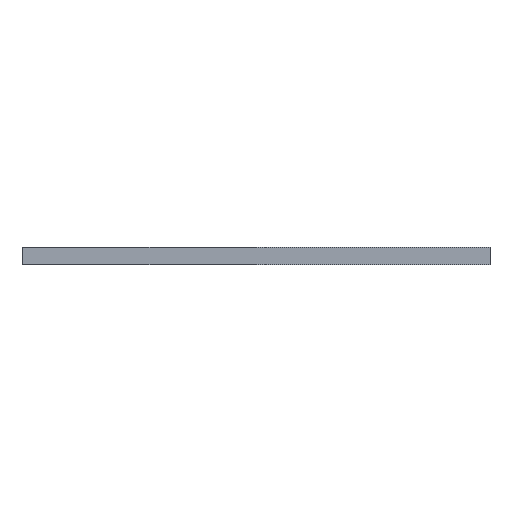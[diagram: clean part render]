
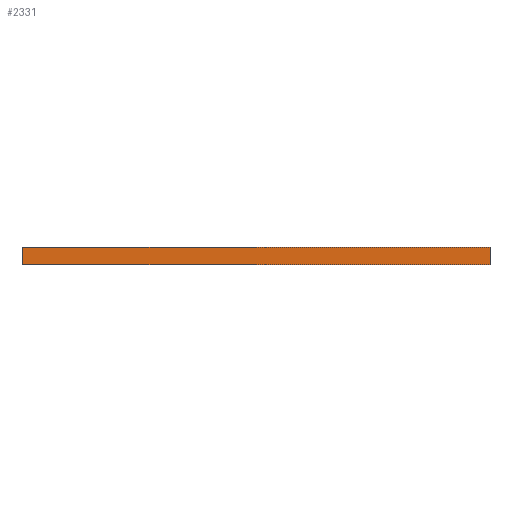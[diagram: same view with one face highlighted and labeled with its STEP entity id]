
A CAD part, left-side view. The second image highlights one B-rep face of the part: STEP entity #2331.
In plain terms, the highlighted planar face has unit normal (-1, 0, 0).
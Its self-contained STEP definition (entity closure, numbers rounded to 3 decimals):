
#41 = VECTOR ( 'NONE', #2258, 1000. ) ;
#49 = ORIENTED_EDGE ( 'NONE', *, *, #1701, .F. ) ;
#159 = DIRECTION ( 'NONE',  ( 0., 0., -1. ) ) ;
#189 = PLANE ( 'NONE',  #2037 ) ;
#283 = VERTEX_POINT ( 'NONE', #538 ) ;
#325 = EDGE_CURVE ( 'NONE', #1580, #1851, #771, .T. ) ;
#348 = CARTESIAN_POINT ( 'NONE',  ( -22.4, -22.875, -0.85 ) ) ;
#492 = LINE ( 'NONE', #2242, #1950 ) ;
#524 = EDGE_CURVE ( 'NONE', #1851, #2045, #492, .T. ) ;
#538 = CARTESIAN_POINT ( 'NONE',  ( -22.4, -22.875, -0.85 ) ) ;
#588 = VECTOR ( 'NONE', #940, 1000. ) ;
#595 = EDGE_LOOP ( 'NONE', ( #49, #1028, #1145, #726 ) ) ;
#692 = CARTESIAN_POINT ( 'NONE',  ( -22.4, -22.875, 0.85 ) ) ;
#722 = CARTESIAN_POINT ( 'NONE',  ( -22.4, 22.875, 0.85 ) ) ;
#726 = ORIENTED_EDGE ( 'NONE', *, *, #524, .T. ) ;
#761 = FACE_OUTER_BOUND ( 'NONE', #595, .T. ) ;
#768 = DIRECTION ( 'NONE',  ( -1., 0., 0. ) ) ;
#771 = LINE ( 'NONE', #2126, #41 ) ;
#907 = EDGE_CURVE ( 'NONE', #1580, #283, #1188, .T. ) ;
#940 = DIRECTION ( 'NONE',  ( 0., 1., 0. ) ) ;
#1028 = ORIENTED_EDGE ( 'NONE', *, *, #907, .F. ) ;
#1038 = DIRECTION ( 'NONE',  ( 0., 0., -1. ) ) ;
#1145 = ORIENTED_EDGE ( 'NONE', *, *, #325, .T. ) ;
#1188 = LINE ( 'NONE', #2542, #1891 ) ;
#1367 = DIRECTION ( 'NONE',  ( 0., 0., 1. ) ) ;
#1572 = CARTESIAN_POINT ( 'NONE',  ( -22.4, -22.875, 0.85 ) ) ;
#1580 = VERTEX_POINT ( 'NONE', #692 ) ;
#1639 = LINE ( 'NONE', #348, #588 ) ;
#1701 = EDGE_CURVE ( 'NONE', #283, #2045, #1639, .T. ) ;
#1851 = VERTEX_POINT ( 'NONE', #722 ) ;
#1891 = VECTOR ( 'NONE', #159, 1000. ) ;
#1950 = VECTOR ( 'NONE', #1038, 1000. ) ;
#2037 = AXIS2_PLACEMENT_3D ( 'NONE', #1572, #768, #1367 ) ;
#2045 = VERTEX_POINT ( 'NONE', #2481 ) ;
#2126 = CARTESIAN_POINT ( 'NONE',  ( -22.4, -22.875, 0.85 ) ) ;
#2242 = CARTESIAN_POINT ( 'NONE',  ( -22.4, 22.875, 0.85 ) ) ;
#2258 = DIRECTION ( 'NONE',  ( 0., 1., 0. ) ) ;
#2331 = ADVANCED_FACE ( 'NONE', ( #761 ), #189, .T. ) ;
#2481 = CARTESIAN_POINT ( 'NONE',  ( -22.4, 22.875, -0.85 ) ) ;
#2542 = CARTESIAN_POINT ( 'NONE',  ( -22.4, -22.875, 0.85 ) ) ;
